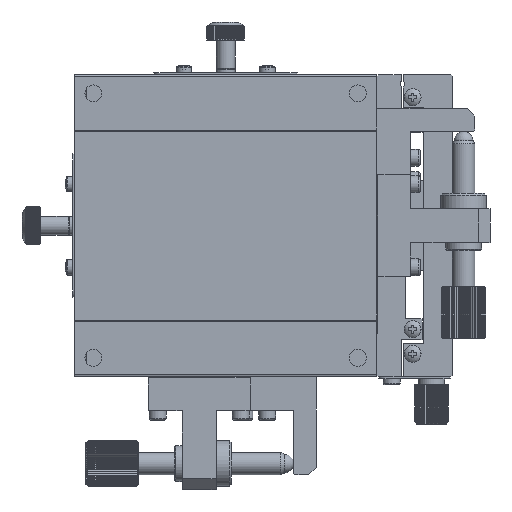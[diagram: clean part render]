
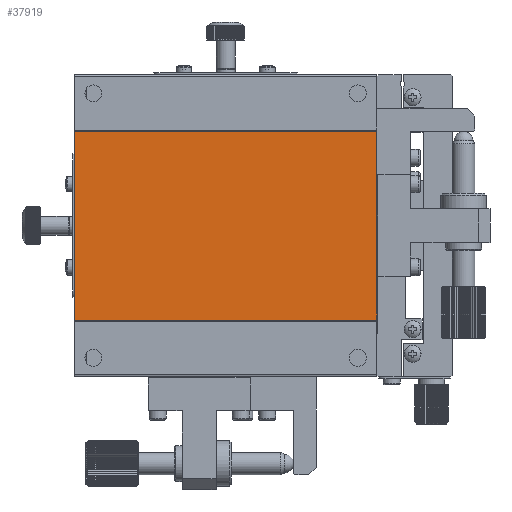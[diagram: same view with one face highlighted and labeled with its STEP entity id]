
A CAD part, front view. The second image highlights one B-rep face of the part: STEP entity #37919.
In plain terms, the highlighted planar face has unit normal (0, -1, 0).
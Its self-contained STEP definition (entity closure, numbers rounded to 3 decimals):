
#327 = LINE ( 'NONE', #54266, #63953 ) ;
#4321 = DIRECTION ( 'NONE',  ( 0., -1., 0. ) ) ;
#6825 = ORIENTED_EDGE ( 'NONE', *, *, #78588, .T. ) ;
#7030 = CARTESIAN_POINT ( 'NONE',  ( 0., -25.7, -0.5 ) ) ;
#9355 = VECTOR ( 'NONE', #9533, 1000. ) ;
#9533 = DIRECTION ( 'NONE',  ( 1., 0., 0. ) ) ;
#13548 = VERTEX_POINT ( 'NONE', #23630 ) ;
#14598 = EDGE_CURVE ( 'NONE', #13548, #62495, #61726, .T. ) ;
#17650 = ORIENTED_EDGE ( 'NONE', *, *, #14598, .F. ) ;
#18942 = VERTEX_POINT ( 'NONE', #46363 ) ;
#23630 = CARTESIAN_POINT ( 'NONE',  ( 0., -25.7, -15. ) ) ;
#28716 = DIRECTION ( 'NONE',  ( 0., 0., -1. ) ) ;
#29235 = EDGE_CURVE ( 'NONE', #47090, #18942, #41572, .T. ) ;
#30545 = ORIENTED_EDGE ( 'NONE', *, *, #34476, .T. ) ;
#34309 = CARTESIAN_POINT ( 'NONE',  ( -80., -25.7, -65. ) ) ;
#34476 = EDGE_CURVE ( 'NONE', #13548, #47090, #327, .T. ) ;
#37919 = ADVANCED_FACE ( 'NONE', ( #41472 ), #77771, .T. ) ;
#41177 = DIRECTION ( 'NONE',  ( 0., 0., -1. ) ) ;
#41472 = FACE_OUTER_BOUND ( 'NONE', #52429, .T. ) ;
#41572 = LINE ( 'NONE', #47541, #70749 ) ;
#46363 = CARTESIAN_POINT ( 'NONE',  ( -80., -25.7, -65. ) ) ;
#46665 = CARTESIAN_POINT ( 'NONE',  ( -80., -25.7, -15. ) ) ;
#47090 = VERTEX_POINT ( 'NONE', #53389 ) ;
#47541 = CARTESIAN_POINT ( 'NONE',  ( -80., -25.7, -0.5 ) ) ;
#47643 = VECTOR ( 'NONE', #56140, 1000. ) ;
#47874 = DIRECTION ( 'NONE',  ( -1., 0., 0. ) ) ;
#50481 = AXIS2_PLACEMENT_3D ( 'NONE', #46665, #4321, #28716 ) ;
#50983 = ORIENTED_EDGE ( 'NONE', *, *, #29235, .T. ) ;
#51246 = CARTESIAN_POINT ( 'NONE',  ( 0., -25.7, -65. ) ) ;
#52429 = EDGE_LOOP ( 'NONE', ( #17650, #30545, #50983, #6825 ) ) ;
#53389 = CARTESIAN_POINT ( 'NONE',  ( -80., -25.7, -15. ) ) ;
#54266 = CARTESIAN_POINT ( 'NONE',  ( -80., -25.7, -15. ) ) ;
#56140 = DIRECTION ( 'NONE',  ( 0., 0., -1. ) ) ;
#61726 = LINE ( 'NONE', #7030, #47643 ) ;
#62495 = VERTEX_POINT ( 'NONE', #51246 ) ;
#63953 = VECTOR ( 'NONE', #47874, 1000. ) ;
#70749 = VECTOR ( 'NONE', #41177, 1000. ) ;
#77771 = PLANE ( 'NONE',  #50481 ) ;
#77773 = LINE ( 'NONE', #34309, #9355 ) ;
#78588 = EDGE_CURVE ( 'NONE', #18942, #62495, #77773, .T. ) ;
